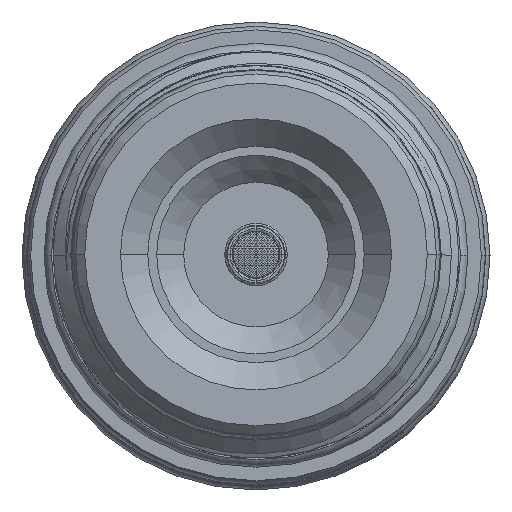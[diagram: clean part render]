
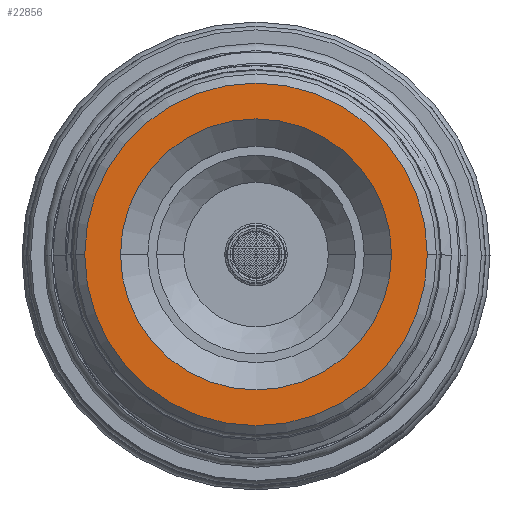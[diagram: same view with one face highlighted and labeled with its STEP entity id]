
A CAD part, top view. The second image highlights one B-rep face of the part: STEP entity #22856.
In plain terms, the highlighted planar face has unit normal (0, 0, 1).
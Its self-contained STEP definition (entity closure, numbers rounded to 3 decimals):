
#1499 = DIRECTION ( 'NONE',  ( 1., 0., 0. ) ) ;
#1572 = VERTEX_POINT ( 'NONE', #14458 ) ;
#2239 = CARTESIAN_POINT ( 'NONE',  ( 0., 0., 125.36 ) ) ;
#3560 = EDGE_CURVE ( 'NONE', #1572, #43011, #34362, .T. ) ;
#3756 = ORIENTED_EDGE ( 'NONE', *, *, #8717, .F. ) ;
#3953 = CARTESIAN_POINT ( 'NONE',  ( -15.075, 0., 125.36 ) ) ;
#6272 = EDGE_LOOP ( 'NONE', ( #27557, #32713 ) ) ;
#7807 = DIRECTION ( 'NONE',  ( 0., 0., -1. ) ) ;
#7845 = VERTEX_POINT ( 'NONE', #21895 ) ;
#8601 = EDGE_CURVE ( 'NONE', #43011, #1572, #26800, .T. ) ;
#8717 = EDGE_CURVE ( 'NONE', #7845, #33137, #30827, .T. ) ;
#10505 = EDGE_CURVE ( 'NONE', #33137, #7845, #17983, .T. ) ;
#10933 = DIRECTION ( 'NONE',  ( 0., 0., 1. ) ) ;
#12291 = PLANE ( 'NONE',  #48882 ) ;
#14458 = CARTESIAN_POINT ( 'NONE',  ( -15.075, 0., 125.36 ) ) ;
#14558 = DIRECTION ( 'NONE',  ( 0., 0., -1. ) ) ;
#17983 = CIRCLE ( 'NONE', #41799, 11.925 ) ;
#21858 = AXIS2_PLACEMENT_3D ( 'NONE', #42601, #7807, #33872 ) ;
#21895 = CARTESIAN_POINT ( 'NONE',  ( 11.925, 0., 125.36 ) ) ;
#22856 = ADVANCED_FACE ( 'NONE', ( #45130, #39741 ), #12291, .T. ) ;
#24173 = CARTESIAN_POINT ( 'NONE',  ( -11.925, 0., 125.36 ) ) ;
#24731 = DIRECTION ( 'NONE',  ( 1., 0., 0. ) ) ;
#26800 = CIRCLE ( 'NONE', #21858, 15.075 ) ;
#27557 = ORIENTED_EDGE ( 'NONE', *, *, #3560, .F. ) ;
#29606 = DIRECTION ( 'NONE',  ( 0., 0., 1. ) ) ;
#30050 = EDGE_LOOP ( 'NONE', ( #3756, #35320 ) ) ;
#30827 = CIRCLE ( 'NONE', #36308, 11.925 ) ;
#31743 = CARTESIAN_POINT ( 'NONE',  ( 0., 0., 125.36 ) ) ;
#31788 = CARTESIAN_POINT ( 'NONE',  ( 15.075, 0., 125.36 ) ) ;
#32713 = ORIENTED_EDGE ( 'NONE', *, *, #8601, .F. ) ;
#33137 = VERTEX_POINT ( 'NONE', #24173 ) ;
#33872 = DIRECTION ( 'NONE',  ( -1., 0., 0. ) ) ;
#34362 = CIRCLE ( 'NONE', #46926, 15.075 ) ;
#35320 = ORIENTED_EDGE ( 'NONE', *, *, #10505, .F. ) ;
#36308 = AXIS2_PLACEMENT_3D ( 'NONE', #2239, #10933, #1499 ) ;
#39741 = FACE_BOUND ( 'NONE', #30050, .T. ) ;
#41799 = AXIS2_PLACEMENT_3D ( 'NONE', #46881, #29606, #24731 ) ;
#42601 = CARTESIAN_POINT ( 'NONE',  ( 0., 0., 125.36 ) ) ;
#43011 = VERTEX_POINT ( 'NONE', #31788 ) ;
#45130 = FACE_OUTER_BOUND ( 'NONE', #6272, .T. ) ;
#46881 = CARTESIAN_POINT ( 'NONE',  ( 0., 0., 125.36 ) ) ;
#46926 = AXIS2_PLACEMENT_3D ( 'NONE', #31743, #14558, #52843 ) ;
#48882 = AXIS2_PLACEMENT_3D ( 'NONE', #3953, #51450, #55485 ) ;
#51450 = DIRECTION ( 'NONE',  ( 0., 0., 1. ) ) ;
#52843 = DIRECTION ( 'NONE',  ( -1., 0., 0. ) ) ;
#55485 = DIRECTION ( 'NONE',  ( 1., 0., 0. ) ) ;
